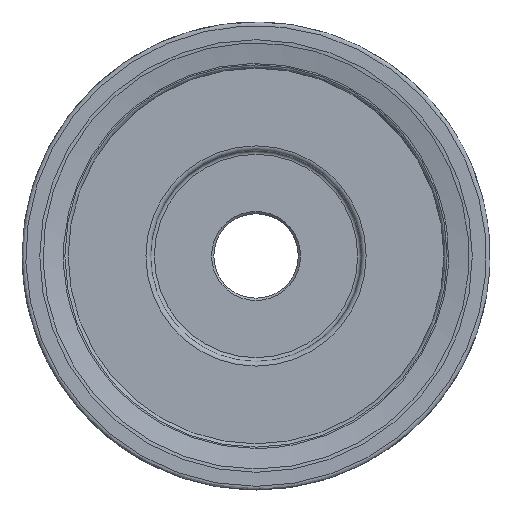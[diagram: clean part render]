
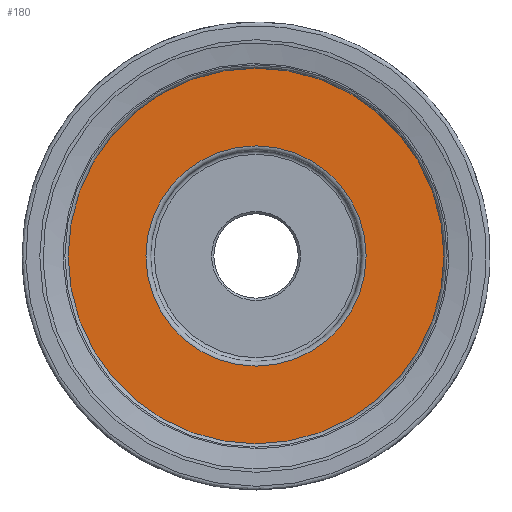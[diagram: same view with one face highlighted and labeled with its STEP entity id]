
A CAD part, front view. The second image highlights one B-rep face of the part: STEP entity #180.
In plain terms, the highlighted planar face has unit normal (0, -1, 0).
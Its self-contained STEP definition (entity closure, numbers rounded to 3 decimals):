
#51=PLANE('',#878);
#180=ADVANCED_FACE('',(#309,#310),#51,.T.);
#309=FACE_BOUND('',#389,.T.);
#310=FACE_BOUND('',#390,.T.);
#389=EDGE_LOOP('',(#493));
#390=EDGE_LOOP('',(#494));
#493=ORIENTED_EDGE('',*,*,#727,.T.);
#494=ORIENTED_EDGE('',*,*,#728,.T.);
#657=VERTEX_POINT('',#1454);
#658=VERTEX_POINT('',#1456);
#727=EDGE_CURVE('',#657,#657,#809,.T.);
#728=EDGE_CURVE('',#658,#658,#810,.T.);
#809=CIRCLE('',#876,23.5);
#810=CIRCLE('',#877,40.438);
#876=AXIS2_PLACEMENT_3D('',#1453,#1009,#1010);
#877=AXIS2_PLACEMENT_3D('',#1455,#1011,#1012);
#878=AXIS2_PLACEMENT_3D('',#1457,#1013,#1014);
#1009=DIRECTION('',(0.,1.,0.));
#1010=DIRECTION('',(0.,0.,-1.));
#1011=DIRECTION('',(0.,-1.,0.));
#1012=DIRECTION('',(0.,0.,-1.));
#1013=DIRECTION('',(0.,-1.,0.));
#1014=DIRECTION('',(0.,0.,-1.));
#1453=CARTESIAN_POINT('',(-7.914,-13.538,-1.392));
#1454=CARTESIAN_POINT('',(-7.914,-13.538,-24.892));
#1455=CARTESIAN_POINT('',(-7.914,-13.538,-1.392));
#1456=CARTESIAN_POINT('',(-7.914,-13.538,-41.83));
#1457=CARTESIAN_POINT('',(-7.914,-13.538,-1.392));
